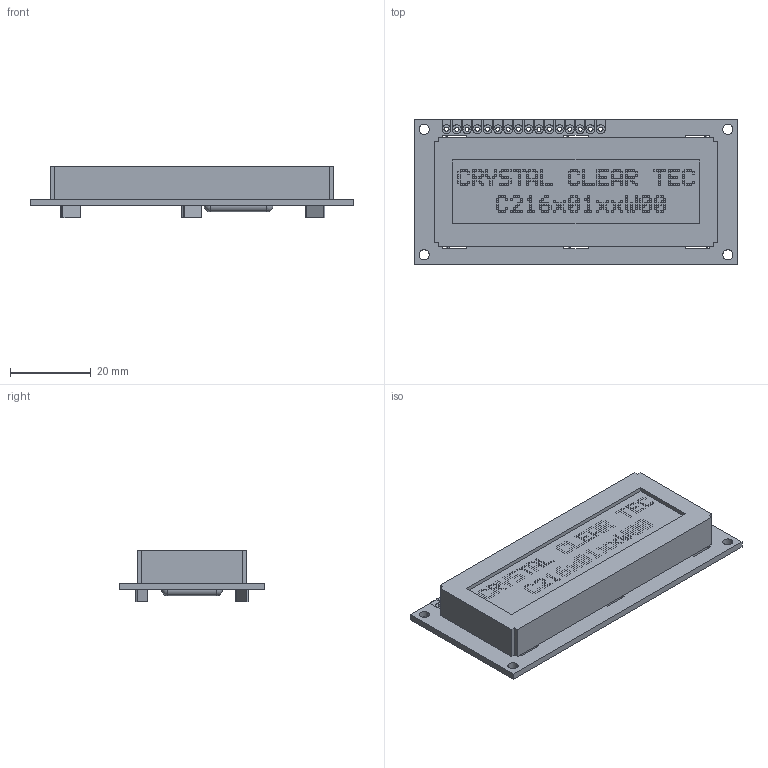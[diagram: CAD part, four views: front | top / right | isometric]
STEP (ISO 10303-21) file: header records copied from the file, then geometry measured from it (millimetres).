
FILE_DESCRIPTION (( 'STEP AP214' ), '1' );
FILE_NAME ('Display_C216x01.STEP', '2021-03-26T16:25:45', ( '' ), ( '' ), 'SwSTEP 2.0', 'SolidWorks 2019', '' );
FILE_SCHEMA (( 'AUTOMOTIVE_DESIGN' ));
Length unit declared in the file: millimetre
Products named in the file (1): Display_C216x01
Bounding box: 80 x 36.01 x 12.8 mm (x, y, z)
Surface area: 15487 mm2 (no closed solid volume)
Topology: 0 solids, 406 shells, 721 faces, 2280 edges, 1956 vertices
Faces by surface type: plane 621, cylinder 96, sphere 4
Entity records: 26664 total; most frequent: CARTESIAN_POINT 9514, ORIENTED_EDGE 3032, DIRECTION 2424, EDGE_CURVE 2276, VERTEX_POINT 1956, B_SPLINE_CURVE_WITH_KNOTS 1520, AXIS2_PLACEMENT_3D 946, EDGE_LOOP 774
